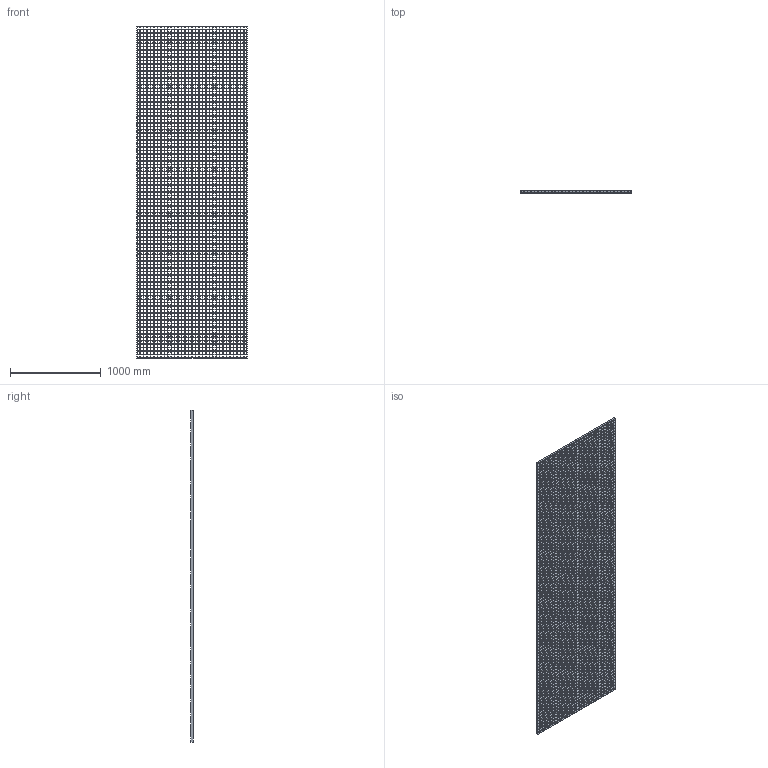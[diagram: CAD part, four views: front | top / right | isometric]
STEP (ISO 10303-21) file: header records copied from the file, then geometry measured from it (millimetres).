
FILE_DESCRIPTION(/* description */ (''),/* implementation_level */ '2;1');
FILE_NAME(/* name */ '3658x1220x25.stp',/* time_stamp */ '2019-10-30T13:32:46+01:00',/* author */ ('mma'),/* organization */ (''),/* preprocessor_version */ 'ST-DEVELOPER v16.5',/* originating_system */ 'Autodesk Inventor 2017',/* authorisation */ '');
FILE_SCHEMA (('AUTOMOTIVE_DESIGN { 1 0 10303 214 3 1 1 }'));
Products named in the file (1): Rist1220
Bounding box: 1220 x 25 x 3658 mm (x, y, z)
Volume: 29852534.8 mm3; surface area: 12653770 mm2
Topology: 1 solids, 1 shells, 12294 faces, 36876 edges, 24584 vertices
Faces by surface type: plane 12294
Entity records: 417986 total; most frequent: CARTESIAN_POINT 73755, ORIENTED_EDGE 73752, DIRECTION 61466, LINE 36876, VECTOR 36876, EDGE_CURVE 36876, VERTEX_POINT 24584, EDGE_LOOP 18438
